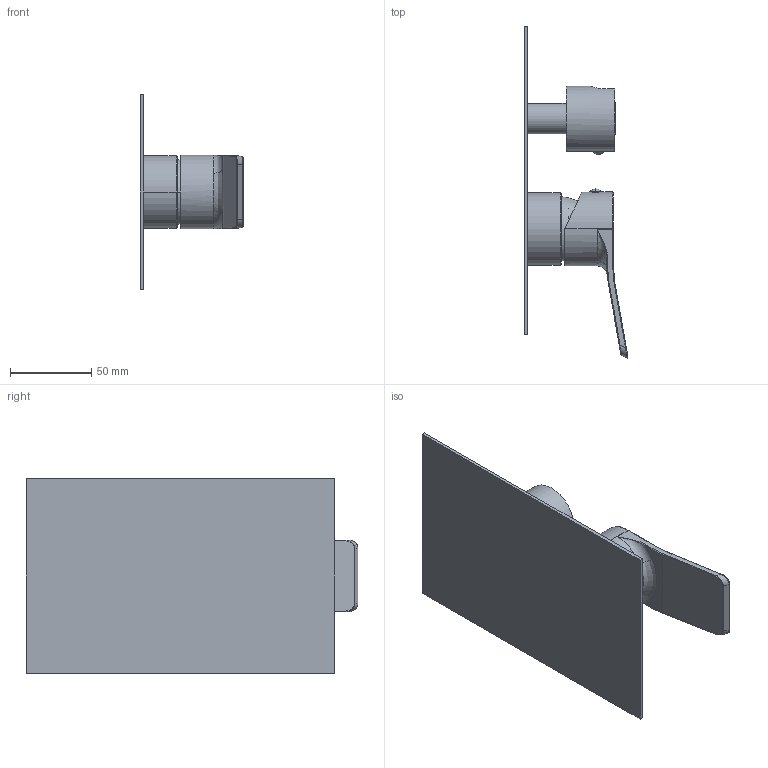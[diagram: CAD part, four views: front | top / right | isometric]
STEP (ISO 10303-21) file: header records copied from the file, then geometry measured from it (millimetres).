
FILE_DESCRIPTION((''),'2;1');
FILE_NAME('TI018CR-M','2021-11-08T17:20:43',('ut3'),('PAFFONI SpA'),'CREO PARAMETRIC BY PTC INC, 2020044','CREO PARAMETRIC BY PTC INC, 2020044','');
FILE_SCHEMA(('CONFIG_CONTROL_DESIGN','SHAPE_APPEARANCE_LAYERS_GROUPS'));
Length unit declared in the file: millimetre
Products named in the file (1): TI018CR-M
Bounding box: 64.05 x 204.58 x 120 mm (x, y, z)
Volume: 114390 mm3; surface area: 85424.4 mm2
Topology: 2 solids, 2 shells, 217 faces, 526 edges, 317 vertices
Faces by surface type: cylinder 83, plane 72, cone 35, bspline 13, torus 9, sphere 5
Entity records: 9341 total; most frequent: CARTESIAN_POINT 2754, DIRECTION 1060, ORIENTED_EDGE 1040, EDGE_CURVE 520, AXIS2_PLACEMENT_3D 412, VERTEX_POINT 317, EDGE_LOOP 243, VECTOR 236
